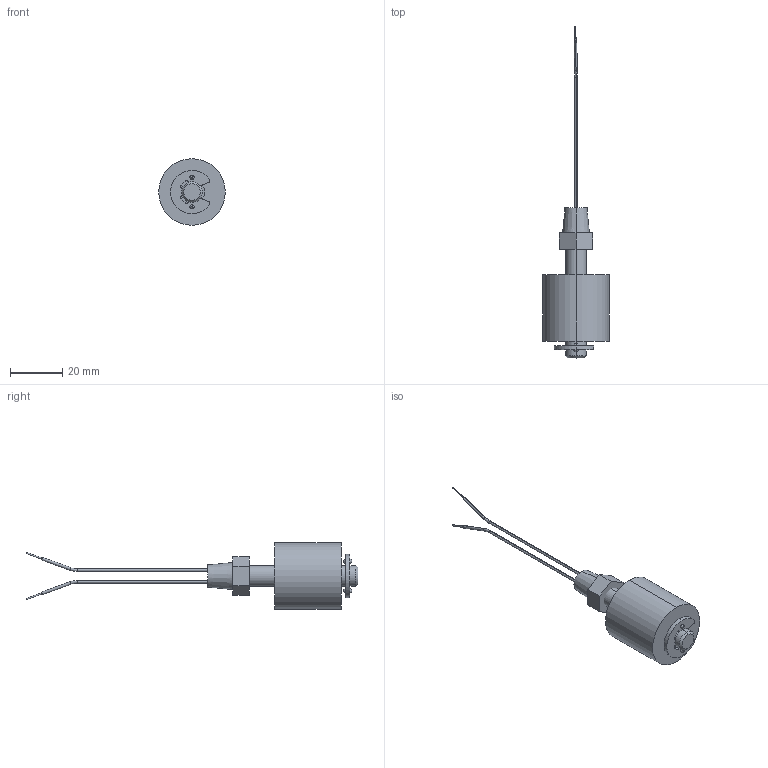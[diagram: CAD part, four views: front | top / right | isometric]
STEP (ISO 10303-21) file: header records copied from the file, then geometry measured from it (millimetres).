
FILE_DESCRIPTION (( 'STEP AP214' ), '1' );
FILE_NAME ('FLS-VM-500.STEP', '2014-01-31T18:43:42', ( '' ), ( '' ), 'SwSTEP 2.0', 'SolidWorks 2013', '' );
FILE_SCHEMA (( 'AUTOMOTIVE_DESIGN' ));
Length unit declared in the file: inch
Products named in the file (1): FLS-VM-500
Bounding box: 25.4 x 126.6 x 25.4 mm (x, y, z)
Volume: 15203.9 mm3; surface area: 6736.1 mm2
Topology: 6 solids, 6 shells, 95 faces, 220 edges, 146 vertices
Faces by surface type: cylinder 46, plane 33, torus 12, cone 4
Entity records: 2873 total; most frequent: DIRECTION 546, CARTESIAN_POINT 462, ORIENTED_EDGE 440, AXIS2_PLACEMENT_3D 230, EDGE_CURVE 220, VERTEX_POINT 146, CIRCLE 134, EDGE_LOOP 106
